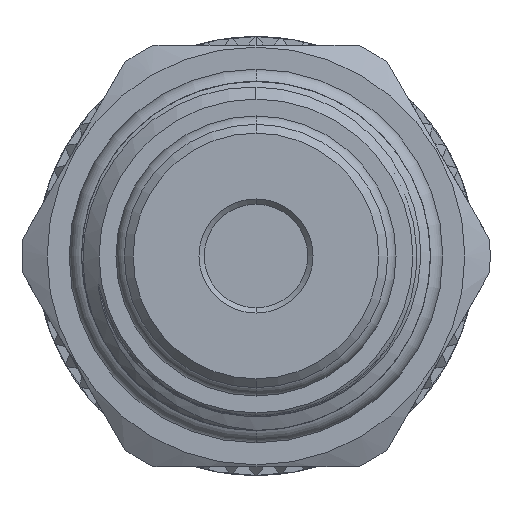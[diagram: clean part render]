
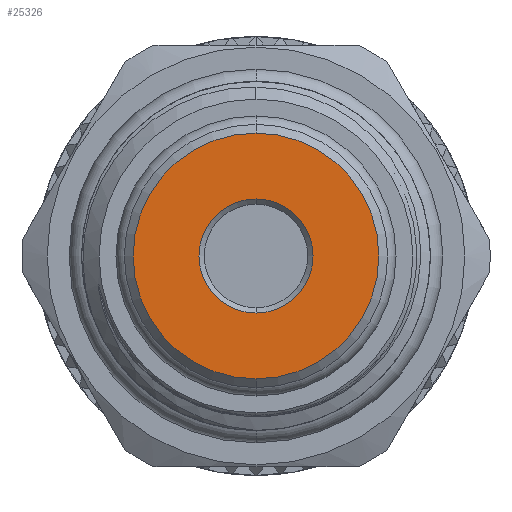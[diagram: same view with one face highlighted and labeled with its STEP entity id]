
A CAD part, left-side view. The second image highlights one B-rep face of the part: STEP entity #25326.
In plain terms, the highlighted planar face has unit normal (-1, 0, 0).
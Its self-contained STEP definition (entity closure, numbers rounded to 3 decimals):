
#2023 = ORIENTED_EDGE ( 'NONE', *, *, #11546, .T. ) ;
#3791 = DIRECTION ( 'NONE',  ( 0., 0., -1. ) ) ;
#3978 = CARTESIAN_POINT ( 'NONE',  ( -30.9, 0., 0. ) ) ;
#7258 = FACE_BOUND ( 'NONE', #32059, .T. ) ;
#7629 = VERTEX_POINT ( 'NONE', #32503 ) ;
#7773 = CIRCLE ( 'NONE', #15711, 3.25 ) ;
#9081 = FACE_OUTER_BOUND ( 'NONE', #29115, .T. ) ;
#9772 = CARTESIAN_POINT ( 'NONE',  ( -30.9, 0., 0. ) ) ;
#9797 = CARTESIAN_POINT ( 'NONE',  ( -30.9, 0., 0. ) ) ;
#10269 = DIRECTION ( 'NONE',  ( -1., 0., 0. ) ) ;
#11142 = AXIS2_PLACEMENT_3D ( 'NONE', #9797, #15403, #3791 ) ;
#11315 = EDGE_CURVE ( 'NONE', #16714, #7629, #36483, .T. ) ;
#11546 = EDGE_CURVE ( 'NONE', #34289, #34243, #7773, .T. ) ;
#12043 = ORIENTED_EDGE ( 'NONE', *, *, #11315, .T. ) ;
#12520 = AXIS2_PLACEMENT_3D ( 'NONE', #27701, #10269, #15215 ) ;
#15215 = DIRECTION ( 'NONE',  ( 0., 0., -1. ) ) ;
#15403 = DIRECTION ( 'NONE',  ( 1., 0., 0. ) ) ;
#15711 = AXIS2_PLACEMENT_3D ( 'NONE', #16205, #18863, #18983 ) ;
#16025 = CARTESIAN_POINT ( 'NONE',  ( -30.9, 0., 7. ) ) ;
#16205 = CARTESIAN_POINT ( 'NONE',  ( -30.9, 0., 0. ) ) ;
#16714 = VERTEX_POINT ( 'NONE', #16025 ) ;
#17962 = AXIS2_PLACEMENT_3D ( 'NONE', #3978, #24354, #30101 ) ;
#18863 = DIRECTION ( 'NONE',  ( 1., 0., 0. ) ) ;
#18968 = EDGE_CURVE ( 'NONE', #7629, #16714, #20342, .T. ) ;
#18983 = DIRECTION ( 'NONE',  ( 0., 0., -1. ) ) ;
#20342 = CIRCLE ( 'NONE', #28594, 7. ) ;
#21450 = ORIENTED_EDGE ( 'NONE', *, *, #18968, .T. ) ;
#24276 = EDGE_CURVE ( 'NONE', #34243, #34289, #24629, .T. ) ;
#24354 = DIRECTION ( 'NONE',  ( 1., 0., 0. ) ) ;
#24466 = ORIENTED_EDGE ( 'NONE', *, *, #24276, .T. ) ;
#24629 = CIRCLE ( 'NONE', #11142, 3.25 ) ;
#25326 = ADVANCED_FACE ( 'NONE', ( #7258, #9081 ), #30237, .F. ) ;
#25706 = CARTESIAN_POINT ( 'NONE',  ( -30.9, 0., -3.25 ) ) ;
#27701 = CARTESIAN_POINT ( 'NONE',  ( -30.9, 0., 0. ) ) ;
#28594 = AXIS2_PLACEMENT_3D ( 'NONE', #9772, #35510, #30033 ) ;
#29115 = EDGE_LOOP ( 'NONE', ( #21450, #12043 ) ) ;
#30033 = DIRECTION ( 'NONE',  ( 0., 0., -1. ) ) ;
#30101 = DIRECTION ( 'NONE',  ( 0., 0., -1. ) ) ;
#30237 = PLANE ( 'NONE',  #17962 ) ;
#31360 = CARTESIAN_POINT ( 'NONE',  ( -30.9, 0., 3.25 ) ) ;
#32059 = EDGE_LOOP ( 'NONE', ( #24466, #2023 ) ) ;
#32503 = CARTESIAN_POINT ( 'NONE',  ( -30.9, 0., -7. ) ) ;
#34243 = VERTEX_POINT ( 'NONE', #31360 ) ;
#34289 = VERTEX_POINT ( 'NONE', #25706 ) ;
#35510 = DIRECTION ( 'NONE',  ( -1., 0., 0. ) ) ;
#36483 = CIRCLE ( 'NONE', #12520, 7. ) ;
